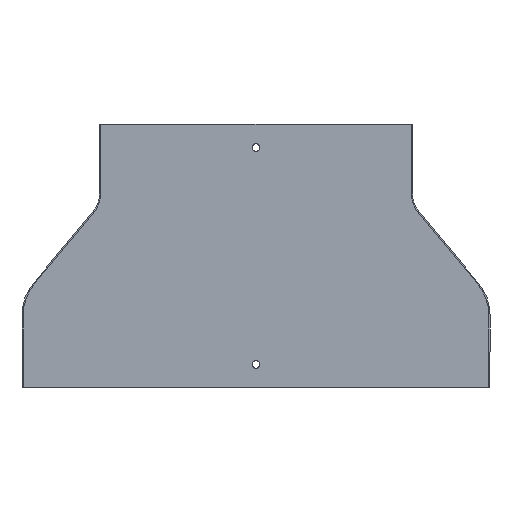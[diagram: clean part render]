
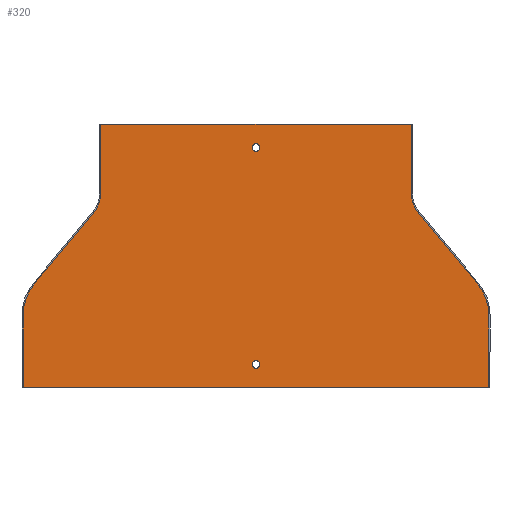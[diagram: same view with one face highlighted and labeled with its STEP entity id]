
A CAD part, front view. The second image highlights one B-rep face of the part: STEP entity #320.
In plain terms, the highlighted planar face has unit normal (0, -1, 0).
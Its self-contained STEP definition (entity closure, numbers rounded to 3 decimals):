
#7 = AXIS2_PLACEMENT_3D ( 'NONE', #804, #798, #808 ) ;
#34 = ORIENTED_EDGE ( 'NONE', *, *, #198, .F. ) ;
#35 = ORIENTED_EDGE ( 'NONE', *, *, #218, .T. ) ;
#36 = ORIENTED_EDGE ( 'NONE', *, *, #215, .T. ) ;
#37 = ORIENTED_EDGE ( 'NONE', *, *, #214, .T. ) ;
#38 = ORIENTED_EDGE ( 'NONE', *, *, #213, .T. ) ;
#39 = ORIENTED_EDGE ( 'NONE', *, *, #212, .T. ) ;
#169 = VERTEX_POINT ( 'NONE', #683 ) ;
#175 = VERTEX_POINT ( 'NONE', #685 ) ;
#177 = VERTEX_POINT ( 'NONE', #656 ) ;
#198 = EDGE_CURVE ( 'NONE', #169, #961, #378, .T. ) ;
#212 = EDGE_CURVE ( 'NONE', #503, #503, #345, .T. ) ;
#213 = EDGE_CURVE ( 'NONE', #552, #552, #344, .T. ) ;
#214 = EDGE_CURVE ( 'NONE', #933, #939, #343, .T. ) ;
#215 = EDGE_CURVE ( 'NONE', #939, #961, #350, .T. ) ;
#218 = EDGE_CURVE ( 'NONE', #169, #937, #341, .T. ) ;
#219 = EDGE_CURVE ( 'NONE', #937, #929, #337, .T. ) ;
#220 = EDGE_CURVE ( 'NONE', #929, #928, #335, .T. ) ;
#221 = EDGE_CURVE ( 'NONE', #928, #177, #334, .T. ) ;
#222 = EDGE_CURVE ( 'NONE', #177, #940, #332, .T. ) ;
#223 = EDGE_CURVE ( 'NONE', #941, #932, #331, .T. ) ;
#224 = EDGE_CURVE ( 'NONE', #932, #175, #329, .T. ) ;
#225 = EDGE_CURVE ( 'NONE', #175, #933, #326, .T. ) ;
#255 = AXIS2_PLACEMENT_3D ( 'NONE', #766, #765, #764 ) ;
#256 = AXIS2_PLACEMENT_3D ( 'NONE', #762, #761, #738 ) ;
#257 = AXIS2_PLACEMENT_3D ( 'NONE', #714, #717, #716 ) ;
#258 = AXIS2_PLACEMENT_3D ( 'NONE', #724, #723, #722 ) ;
#259 = AXIS2_PLACEMENT_3D ( 'NONE', #728, #727, #726 ) ;
#260 = AXIS2_PLACEMENT_3D ( 'NONE', #673, #672, #671 ) ;
#320 = ADVANCED_FACE ( 'NONE', ( #401, #402, #404 ), #806, .F. ) ;
#324 = VECTOR ( 'NONE', #729, 1000. ) ;
#326 = LINE ( 'NONE', #730, #324 ) ;
#328 = VECTOR ( 'NONE', #750, 1000. ) ;
#329 = CIRCLE ( 'NONE', #260, 31.2 ) ;
#330 = VECTOR ( 'NONE', #725, 1000. ) ;
#331 = LINE ( 'NONE', #751, #328 ) ;
#332 = LINE ( 'NONE', #694, #330 ) ;
#333 = VECTOR ( 'NONE', #700, 1000. ) ;
#334 = CIRCLE ( 'NONE', #259, 31.2 ) ;
#335 = LINE ( 'NONE', #697, #333 ) ;
#336 = VECTOR ( 'NONE', #696, 1000. ) ;
#337 = CIRCLE ( 'NONE', #258, 18.8 ) ;
#341 = LINE ( 'NONE', #770, #336 ) ;
#342 = VECTOR ( 'NONE', #767, 1000. ) ;
#343 = CIRCLE ( 'NONE', #257, 18.8 ) ;
#344 = CIRCLE ( 'NONE', #256, 2.5 ) ;
#345 = CIRCLE ( 'NONE', #255, 2.5 ) ;
#350 = LINE ( 'NONE', #715, #342 ) ;
#371 = VECTOR ( 'NONE', #774, 1000. ) ;
#378 = LINE ( 'NONE', #721, #371 ) ;
#401 = FACE_BOUND ( 'NONE', #473, .T. ) ;
#402 = FACE_BOUND ( 'NONE', #498, .T. ) ;
#404 = FACE_OUTER_BOUND ( 'NONE', #491, .T. ) ;
#429 = LINE ( 'NONE', #821, #434 ) ;
#434 = VECTOR ( 'NONE', #823, 1000. ) ;
#446 = ORIENTED_EDGE ( 'NONE', *, *, #221, .T. ) ;
#448 = ORIENTED_EDGE ( 'NONE', *, *, #222, .T. ) ;
#450 = ORIENTED_EDGE ( 'NONE', *, *, #224, .T. ) ;
#467 = ORIENTED_EDGE ( 'NONE', *, *, #219, .T. ) ;
#473 = EDGE_LOOP ( 'NONE', ( #39 ) ) ;
#481 = ORIENTED_EDGE ( 'NONE', *, *, #223, .T. ) ;
#486 = ORIENTED_EDGE ( 'NONE', *, *, #220, .T. ) ;
#490 = ORIENTED_EDGE ( 'NONE', *, *, #892, .F. ) ;
#491 = EDGE_LOOP ( 'NONE', ( #37, #36, #34, #35, #467, #486, #446, #448, #490, #481, #450, #496 ) ) ;
#496 = ORIENTED_EDGE ( 'NONE', *, *, #225, .T. ) ;
#498 = EDGE_LOOP ( 'NONE', ( #38 ) ) ;
#503 = VERTEX_POINT ( 'NONE', #866 ) ;
#552 = VERTEX_POINT ( 'NONE', #867 ) ;
#656 = CARTESIAN_POINT ( 'NONE',  ( -150.2, 0., -122.965 ) ) ;
#671 = DIRECTION ( 'NONE',  ( 0., 0., 1. ) ) ;
#672 = DIRECTION ( 'NONE',  ( 0., -1., 0. ) ) ;
#673 = CARTESIAN_POINT ( 'NONE',  ( 119., 0., -122.965 ) ) ;
#683 = CARTESIAN_POINT ( 'NONE',  ( -100.2, 0., 0. ) ) ;
#685 = CARTESIAN_POINT ( 'NONE',  ( 142.969, 0., -102.991 ) ) ;
#694 = CARTESIAN_POINT ( 'NONE',  ( -150.2, 0., -44.863 ) ) ;
#696 = DIRECTION ( 'NONE',  ( 0., 0., -1. ) ) ;
#697 = CARTESIAN_POINT ( 'NONE',  ( -104.557, 0., -56.898 ) ) ;
#700 = DIRECTION ( 'NONE',  ( -0.64, 0., -0.768 ) ) ;
#714 = CARTESIAN_POINT ( 'NONE',  ( 119., 0., -44.863 ) ) ;
#715 = CARTESIAN_POINT ( 'NONE',  ( 100.2, 0., -44.863 ) ) ;
#716 = DIRECTION ( 'NONE',  ( 0., 0., 1. ) ) ;
#717 = DIRECTION ( 'NONE',  ( 0., 1., 0. ) ) ;
#721 = CARTESIAN_POINT ( 'NONE',  ( -101., 0., 0. ) ) ;
#722 = DIRECTION ( 'NONE',  ( 0., 0., 1. ) ) ;
#723 = DIRECTION ( 'NONE',  ( 0., 1., 0. ) ) ;
#724 = CARTESIAN_POINT ( 'NONE',  ( -119., 0., -44.863 ) ) ;
#725 = DIRECTION ( 'NONE',  ( 0., 0., -1. ) ) ;
#726 = DIRECTION ( 'NONE',  ( 0., 0., 1. ) ) ;
#727 = DIRECTION ( 'NONE',  ( 0., -1., 0. ) ) ;
#728 = CARTESIAN_POINT ( 'NONE',  ( -119., 0., -122.965 ) ) ;
#729 = DIRECTION ( 'NONE',  ( -0.64, 0., 0.768 ) ) ;
#730 = CARTESIAN_POINT ( 'NONE',  ( 7.016, 0., 60.151 ) ) ;
#738 = DIRECTION ( 'NONE',  ( 0., 0., 1. ) ) ;
#750 = DIRECTION ( 'NONE',  ( 0., 0., 1. ) ) ;
#751 = CARTESIAN_POINT ( 'NONE',  ( 150.2, 0., -44.863 ) ) ;
#761 = DIRECTION ( 'NONE',  ( 0., 1., 0. ) ) ;
#762 = CARTESIAN_POINT ( 'NONE',  ( 0., 0., -155. ) ) ;
#764 = DIRECTION ( 'NONE',  ( 0., 0., 1. ) ) ;
#765 = DIRECTION ( 'NONE',  ( 0., 1., 0. ) ) ;
#766 = CARTESIAN_POINT ( 'NONE',  ( 0., 0., -15. ) ) ;
#767 = DIRECTION ( 'NONE',  ( 0., 0., 1. ) ) ;
#770 = CARTESIAN_POINT ( 'NONE',  ( -100.2, 0., -44.863 ) ) ;
#774 = DIRECTION ( 'NONE',  ( 1., 0., 0. ) ) ;
#798 = DIRECTION ( 'NONE',  ( 0., 1., 0. ) ) ;
#804 = CARTESIAN_POINT ( 'NONE',  ( -119., 0., -44.863 ) ) ;
#805 = CARTESIAN_POINT ( 'NONE',  ( -142.969, 0., -102.991 ) ) ;
#806 = PLANE ( 'NONE',  #7 ) ;
#808 = DIRECTION ( 'NONE',  ( 0., 0., 1. ) ) ;
#821 = CARTESIAN_POINT ( 'NONE',  ( -151., 0., -170. ) ) ;
#822 = CARTESIAN_POINT ( 'NONE',  ( -104.557, 0., -56.898 ) ) ;
#823 = DIRECTION ( 'NONE',  ( -1., 0., 0. ) ) ;
#824 = CARTESIAN_POINT ( 'NONE',  ( 104.557, 0., -56.898 ) ) ;
#827 = CARTESIAN_POINT ( 'NONE',  ( 150.2, 0., -122.965 ) ) ;
#830 = CARTESIAN_POINT ( 'NONE',  ( -100.2, 0., -44.863 ) ) ;
#832 = CARTESIAN_POINT ( 'NONE',  ( 100.2, 0., -44.863 ) ) ;
#833 = CARTESIAN_POINT ( 'NONE',  ( -150.2, 0., -170. ) ) ;
#834 = CARTESIAN_POINT ( 'NONE',  ( 150.2, 0., -170. ) ) ;
#854 = CARTESIAN_POINT ( 'NONE',  ( 100.2, 0., 0. ) ) ;
#866 = CARTESIAN_POINT ( 'NONE',  ( 0., 0., -12.5 ) ) ;
#867 = CARTESIAN_POINT ( 'NONE',  ( 0., 0., -152.5 ) ) ;
#892 = EDGE_CURVE ( 'NONE', #941, #940, #429, .T. ) ;
#928 = VERTEX_POINT ( 'NONE', #805 ) ;
#929 = VERTEX_POINT ( 'NONE', #822 ) ;
#932 = VERTEX_POINT ( 'NONE', #827 ) ;
#933 = VERTEX_POINT ( 'NONE', #824 ) ;
#937 = VERTEX_POINT ( 'NONE', #830 ) ;
#939 = VERTEX_POINT ( 'NONE', #832 ) ;
#940 = VERTEX_POINT ( 'NONE', #833 ) ;
#941 = VERTEX_POINT ( 'NONE', #834 ) ;
#961 = VERTEX_POINT ( 'NONE', #854 ) ;
